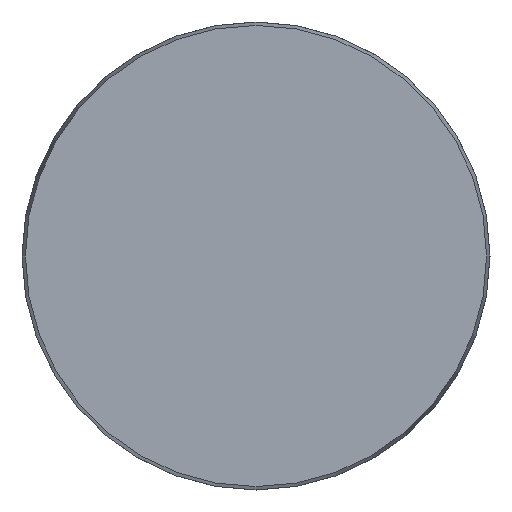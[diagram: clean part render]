
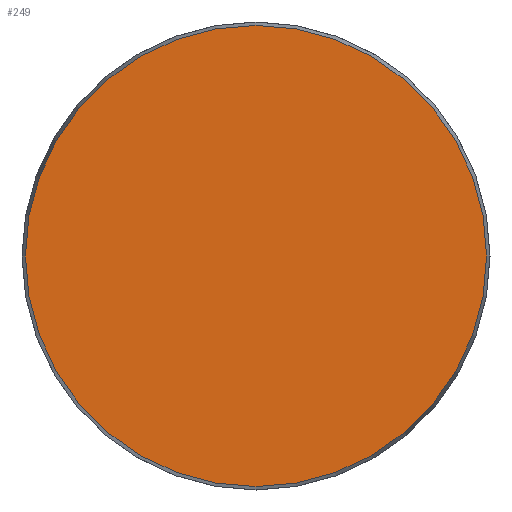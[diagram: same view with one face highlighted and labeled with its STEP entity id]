
A CAD part, front view. The second image highlights one B-rep face of the part: STEP entity #249.
In plain terms, the highlighted planar face has unit normal (0, -1, 0).
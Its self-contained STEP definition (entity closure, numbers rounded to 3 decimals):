
#10 = CARTESIAN_POINT ( 'NONE',  ( -38.425, 0., 0. ) ) ;
#18 = CIRCLE ( 'NONE', #97, 38.425 ) ;
#57 = ORIENTED_EDGE ( 'NONE', *, *, #412, .T. ) ;
#97 = AXIS2_PLACEMENT_3D ( 'NONE', #102, #260, #223 ) ;
#102 = CARTESIAN_POINT ( 'NONE',  ( 0., 0., 0. ) ) ;
#145 = PLANE ( 'NONE',  #362 ) ;
#159 = DIRECTION ( 'NONE',  ( 0., 1., 0. ) ) ;
#207 = VERTEX_POINT ( 'NONE', #386 ) ;
#223 = DIRECTION ( 'NONE',  ( 0., 0., -1. ) ) ;
#249 = ADVANCED_FACE ( 'NONE', ( #501 ), #145, .F. ) ;
#260 = DIRECTION ( 'NONE',  ( 0., -1., 0. ) ) ;
#308 = DIRECTION ( 'NONE',  ( 0., 0., 1. ) ) ;
#353 = EDGE_LOOP ( 'NONE', ( #57 ) ) ;
#362 = AXIS2_PLACEMENT_3D ( 'NONE', #10, #159, #308 ) ;
#386 = CARTESIAN_POINT ( 'NONE',  ( 0., 0., -38.425 ) ) ;
#412 = EDGE_CURVE ( 'NONE', #207, #207, #18, .T. ) ;
#501 = FACE_OUTER_BOUND ( 'NONE', #353, .T. ) ;
